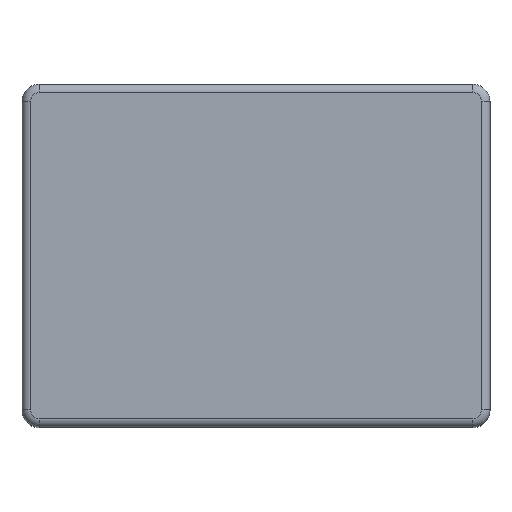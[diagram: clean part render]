
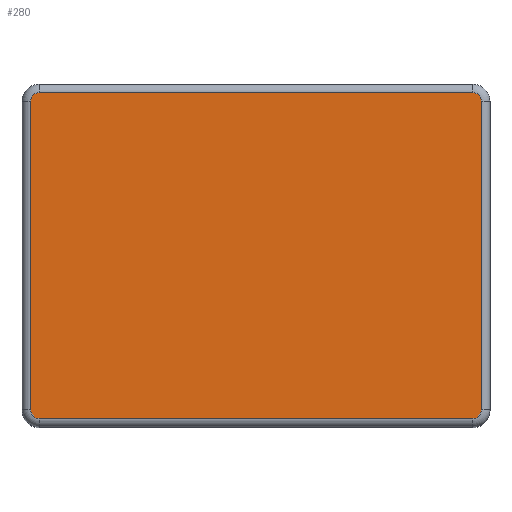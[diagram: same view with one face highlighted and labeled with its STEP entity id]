
A CAD part, top view. The second image highlights one B-rep face of the part: STEP entity #280.
In plain terms, the highlighted planar face has unit normal (0, 0, 1).
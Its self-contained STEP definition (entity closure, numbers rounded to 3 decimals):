
#118 = VERTEX_POINT('',#119);
#119 = CARTESIAN_POINT('',(8.178,6.075,10.5));
#126 = EDGE_CURVE('',#118,#127,#129,.T.);
#127 = VERTEX_POINT('',#128);
#128 = CARTESIAN_POINT('',(8.178,-1.575,10.5));
#129 = LINE('',#130,#131);
#130 = CARTESIAN_POINT('',(8.178,6.075,10.5));
#131 = VECTOR('',#132,1.);
#132 = DIRECTION('',(0.,-1.,0.));
#235 = VERTEX_POINT('',#236);
#236 = CARTESIAN_POINT('',(7.965,6.288,10.5));
#245 = EDGE_CURVE('',#235,#118,#246,.T.);
#246 = CIRCLE('',#247,0.213);
#247 = AXIS2_PLACEMENT_3D('',#248,#249,#250);
#248 = CARTESIAN_POINT('',(7.965,6.075,10.5));
#249 = DIRECTION('',(0.,0.,-1.));
#250 = DIRECTION('',(0.,1.,0.));
#280 = ADVANCED_FACE('',(#281),#334,.F.);
#281 = FACE_BOUND('',#282,.F.);
#282 = EDGE_LOOP('',(#283,#291,#292,#293,#302,#310,#319,#327));
#283 = ORIENTED_EDGE('',*,*,#284,.T.);
#284 = EDGE_CURVE('',#285,#235,#287,.T.);
#285 = VERTEX_POINT('',#286);
#286 = CARTESIAN_POINT('',(-2.785,6.288,10.5));
#287 = LINE('',#288,#289);
#288 = CARTESIAN_POINT('',(-2.785,6.288,10.5));
#289 = VECTOR('',#290,1.);
#290 = DIRECTION('',(1.,0.,0.));
#291 = ORIENTED_EDGE('',*,*,#245,.T.);
#292 = ORIENTED_EDGE('',*,*,#126,.T.);
#293 = ORIENTED_EDGE('',*,*,#294,.T.);
#294 = EDGE_CURVE('',#127,#295,#297,.T.);
#295 = VERTEX_POINT('',#296);
#296 = CARTESIAN_POINT('',(7.965,-1.788,10.5));
#297 = CIRCLE('',#298,0.213);
#298 = AXIS2_PLACEMENT_3D('',#299,#300,#301);
#299 = CARTESIAN_POINT('',(7.965,-1.575,10.5));
#300 = DIRECTION('',(0.,0.,-1.));
#301 = DIRECTION('',(1.,0.,0.));
#302 = ORIENTED_EDGE('',*,*,#303,.T.);
#303 = EDGE_CURVE('',#295,#304,#306,.T.);
#304 = VERTEX_POINT('',#305);
#305 = CARTESIAN_POINT('',(-2.785,-1.788,10.5));
#306 = LINE('',#307,#308);
#307 = CARTESIAN_POINT('',(7.965,-1.788,10.5));
#308 = VECTOR('',#309,1.);
#309 = DIRECTION('',(-1.,0.,0.));
#310 = ORIENTED_EDGE('',*,*,#311,.T.);
#311 = EDGE_CURVE('',#304,#312,#314,.T.);
#312 = VERTEX_POINT('',#313);
#313 = CARTESIAN_POINT('',(-2.998,-1.575,10.5));
#314 = CIRCLE('',#315,0.213);
#315 = AXIS2_PLACEMENT_3D('',#316,#317,#318);
#316 = CARTESIAN_POINT('',(-2.785,-1.575,10.5));
#317 = DIRECTION('',(0.,0.,-1.));
#318 = DIRECTION('',(0.,-1.,0.));
#319 = ORIENTED_EDGE('',*,*,#320,.T.);
#320 = EDGE_CURVE('',#312,#321,#323,.T.);
#321 = VERTEX_POINT('',#322);
#322 = CARTESIAN_POINT('',(-2.998,6.075,10.5));
#323 = LINE('',#324,#325);
#324 = CARTESIAN_POINT('',(-2.998,-1.575,10.5));
#325 = VECTOR('',#326,1.);
#326 = DIRECTION('',(0.,1.,0.));
#327 = ORIENTED_EDGE('',*,*,#328,.T.);
#328 = EDGE_CURVE('',#321,#285,#329,.T.);
#329 = CIRCLE('',#330,0.213);
#330 = AXIS2_PLACEMENT_3D('',#331,#332,#333);
#331 = CARTESIAN_POINT('',(-2.785,6.075,10.5));
#332 = DIRECTION('',(0.,0.,-1.));
#333 = DIRECTION('',(-1.,0.,0.));
#334 = PLANE('',#335);
#335 = AXIS2_PLACEMENT_3D('',#336,#337,#338);
#336 = CARTESIAN_POINT('',(2.59,2.25,10.5));
#337 = DIRECTION('',(0.,0.,-1.));
#338 = DIRECTION('',(-1.,0.,0.));
